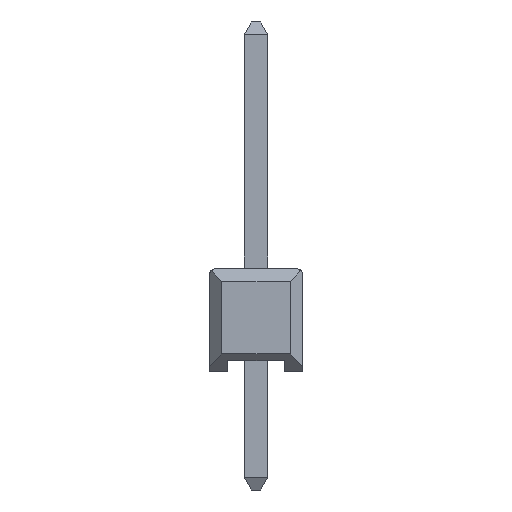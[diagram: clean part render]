
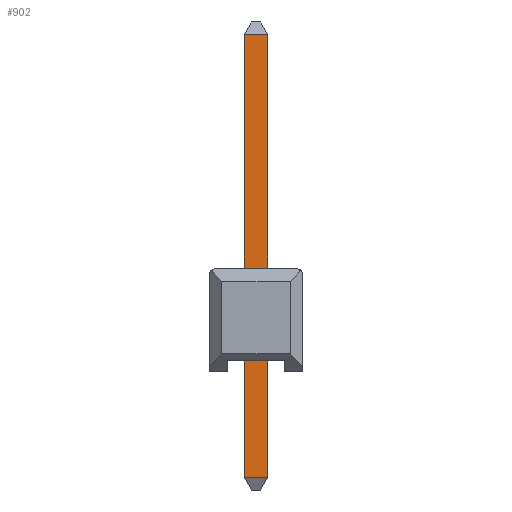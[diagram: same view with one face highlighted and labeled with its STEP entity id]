
A CAD part, left-side view. The second image highlights one B-rep face of the part: STEP entity #902.
In plain terms, the highlighted planar face has unit normal (-1, 0, 0).
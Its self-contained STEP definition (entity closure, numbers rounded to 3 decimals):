
#902=ADVANCED_FACE('',(#1372),#16105,.T.);
#1372=FACE_OUTER_BOUND('',#1868,.T.);
#1868=EDGE_LOOP('',(#4183,#4184,#4185,#4186));
#4183=ORIENTED_EDGE('',*,*,#11349,.T.);
#4184=ORIENTED_EDGE('',*,*,#11348,.F.);
#4185=ORIENTED_EDGE('',*,*,#11350,.T.);
#4186=ORIENTED_EDGE('',*,*,#11339,.F.);
#6519=PCURVE('',#15696,#8867);
#6530=PCURVE('',#15697,#8878);
#6531=PCURVE('',#16105,#8879);
#6532=PCURVE('',#16105,#8880);
#6533=PCURVE('',#16105,#8881);
#6534=PCURVE('',#16105,#8882);
#6552=PCURVE('',#16110,#8900);
#6565=PCURVE('',#16113,#8913);
#8867=DEFINITIONAL_REPRESENTATION('',(#14804),#27942);
#8878=DEFINITIONAL_REPRESENTATION('',(#14824),#27942);
#8879=DEFINITIONAL_REPRESENTATION('',(#14826),#27942);
#8880=DEFINITIONAL_REPRESENTATION('',(#14827),#27942);
#8881=DEFINITIONAL_REPRESENTATION('',(#14829),#27942);
#8882=DEFINITIONAL_REPRESENTATION('',(#14830),#27942);
#8900=DEFINITIONAL_REPRESENTATION('',(#14856),#27942);
#8913=DEFINITIONAL_REPRESENTATION('',(#14876),#27942);
#10117=SURFACE_CURVE('',#14803,(#6519,#6534),.PCURVE_S1.);
#10126=SURFACE_CURVE('',#14823,(#6530,#6532),.PCURVE_S1.);
#10127=SURFACE_CURVE('',#14825,(#6531,#6552),.PCURVE_S1.);
#10128=SURFACE_CURVE('',#14828,(#6533,#6565),.PCURVE_S1.);
#11339=EDGE_CURVE('',#15658,#15656,#10117,.T.);
#11348=EDGE_CURVE('',#15662,#15663,#10126,.T.);
#11349=EDGE_CURVE('',#15658,#15663,#10127,.T.);
#11350=EDGE_CURVE('',#15662,#15656,#10128,.T.);
#14803=B_SPLINE_CURVE_WITH_KNOTS('',1,(#27414,#27415),.UNSPECIFIED.,.F.,
 .F.,(2,2),(-20.383,-11.156),.UNSPECIFIED.);
#14804=B_SPLINE_CURVE_WITH_KNOTS('',1,(#27416,#27417),.UNSPECIFIED.,.F.,
 .F.,(2,2),(-20.383,-11.156),.UNSPECIFIED.);
#14823=B_SPLINE_CURVE_WITH_KNOTS('',1,(#27460,#27461),.UNSPECIFIED.,.F.,
 .F.,(2,2),(-10.526,-1.298),.UNSPECIFIED.);
#14824=B_SPLINE_CURVE_WITH_KNOTS('',1,(#27462,#27463),.UNSPECIFIED.,.F.,
 .F.,(2,2),(-10.526,-1.298),.UNSPECIFIED.);
#14825=B_SPLINE_CURVE_WITH_KNOTS('',1,(#27464,#27465),.UNSPECIFIED.,.F.,
 .F.,(2,2),(0.,0.63),.UNSPECIFIED.);
#14826=B_SPLINE_CURVE_WITH_KNOTS('',1,(#27466,#27467),.UNSPECIFIED.,.F.,
 .F.,(2,2),(0.,0.63),.UNSPECIFIED.);
#14827=B_SPLINE_CURVE_WITH_KNOTS('',1,(#27468,#27469),.UNSPECIFIED.,.F.,
 .F.,(2,2),(-10.526,-1.298),.UNSPECIFIED.);
#14828=B_SPLINE_CURVE_WITH_KNOTS('',1,(#27470,#27471),.UNSPECIFIED.,.F.,
 .F.,(2,2),(10.526,11.156),.UNSPECIFIED.);
#14829=B_SPLINE_CURVE_WITH_KNOTS('',1,(#27472,#27473),.UNSPECIFIED.,.F.,
 .F.,(2,2),(10.526,11.156),.UNSPECIFIED.);
#14830=B_SPLINE_CURVE_WITH_KNOTS('',1,(#27474,#27475),.UNSPECIFIED.,.F.,
 .F.,(2,2),(-20.383,-11.156),.UNSPECIFIED.);
#14856=B_SPLINE_CURVE_WITH_KNOTS('',1,(#27526,#27527),.UNSPECIFIED.,.F.,
 .F.,(2,2),(0.,0.63),.UNSPECIFIED.);
#14876=B_SPLINE_CURVE_WITH_KNOTS('',1,(#27566,#27567),.UNSPECIFIED.,.F.,
 .F.,(2,2),(10.526,11.156),.UNSPECIFIED.);
#15656=VERTEX_POINT('',#27398);
#15658=VERTEX_POINT('',#27400);
#15662=VERTEX_POINT('',#27404);
#15663=VERTEX_POINT('',#27405);
#15696=B_SPLINE_SURFACE_WITH_KNOTS('',1,1,((#27378,#27379),(#27380,#27381)),
 .UNSPECIFIED.,.F.,.F.,.F.,(2,2),(2,2),(-9.358,0.093),
(-0.64,0.01),.UNSPECIFIED.);
#15697=B_SPLINE_SURFACE_WITH_KNOTS('',1,1,((#27383,#27384),(#27385,#27386)),
 .UNSPECIFIED.,.F.,.F.,.F.,(2,2),(2,2),(-0.64,0.01),(-9.358,
0.093),.UNSPECIFIED.);
#16105=PLANE('',#16543);
#16110=PLANE('',#16548);
#16113=PLANE('',#16551);
#16543=AXIS2_PLACEMENT_3D('',#27387,#16966,$);
#16548=AXIS2_PLACEMENT_3D('',#27392,#16971,$);
#16551=AXIS2_PLACEMENT_3D('',#27395,#16974,$);
#16966=DIRECTION('',(-1.,0.,0.));
#16971=DIRECTION('',(-0.873,0.,0.488));
#16974=DIRECTION('',(-0.873,0.,-0.487));
#27378=CARTESIAN_POINT('',(-0.325,-0.315,9.326));
#27379=CARTESIAN_POINT('',(0.325,-0.315,9.326));
#27380=CARTESIAN_POINT('',(-0.325,-0.315,-2.981));
#27381=CARTESIAN_POINT('',(0.325,-0.315,-2.981));
#27383=CARTESIAN_POINT('',(-0.325,0.315,9.326));
#27384=CARTESIAN_POINT('',(-0.325,0.315,-2.981));
#27385=CARTESIAN_POINT('',(0.325,0.315,9.326));
#27386=CARTESIAN_POINT('',(0.325,0.315,-2.981));
#27387=CARTESIAN_POINT('',(-0.315,-0.325,9.326));
#27392=CARTESIAN_POINT('',(-0.12,-0.325,9.504));
#27395=CARTESIAN_POINT('',(-0.12,-0.325,-3.209));
#27398=CARTESIAN_POINT('',(-0.315,-0.315,-2.86));
#27400=CARTESIAN_POINT('',(-0.315,-0.315,9.156));
#27404=CARTESIAN_POINT('',(-0.315,0.315,-2.86));
#27405=CARTESIAN_POINT('',(-0.315,0.315,9.156));
#27414=CARTESIAN_POINT('',(-0.315,-0.315,9.156));
#27415=CARTESIAN_POINT('',(-0.315,-0.315,-2.86));
#27416=CARTESIAN_POINT('',(-9.227,-0.63));
#27417=CARTESIAN_POINT('',(0.,-0.63));
#27460=CARTESIAN_POINT('',(-0.315,0.315,-2.86));
#27461=CARTESIAN_POINT('',(-0.315,0.315,9.156));
#27462=CARTESIAN_POINT('',(-0.63,0.));
#27463=CARTESIAN_POINT('',(-0.63,-9.227));
#27464=CARTESIAN_POINT('',(-0.315,-0.315,9.156));
#27465=CARTESIAN_POINT('',(-0.315,0.315,9.156));
#27466=CARTESIAN_POINT('',(0.,0.038));
#27467=CARTESIAN_POINT('',(0.63,0.038));
#27468=CARTESIAN_POINT('',(0.63,9.266));
#27469=CARTESIAN_POINT('',(0.63,0.038));
#27470=CARTESIAN_POINT('',(-0.315,0.315,-2.86));
#27471=CARTESIAN_POINT('',(-0.315,-0.315,-2.86));
#27472=CARTESIAN_POINT('',(0.63,9.266));
#27473=CARTESIAN_POINT('',(0.,9.266));
#27474=CARTESIAN_POINT('',(0.,0.038));
#27475=CARTESIAN_POINT('',(0.,9.266));
#27526=CARTESIAN_POINT('',(-0.44,0.39));
#27527=CARTESIAN_POINT('',(0.19,0.39));
#27566=CARTESIAN_POINT('',(0.389,0.19));
#27567=CARTESIAN_POINT('',(0.389,-0.44));
#27942=(
GEOMETRIC_REPRESENTATION_CONTEXT(2)
PARAMETRIC_REPRESENTATION_CONTEXT()
REPRESENTATION_CONTEXT('pspace','')
);
